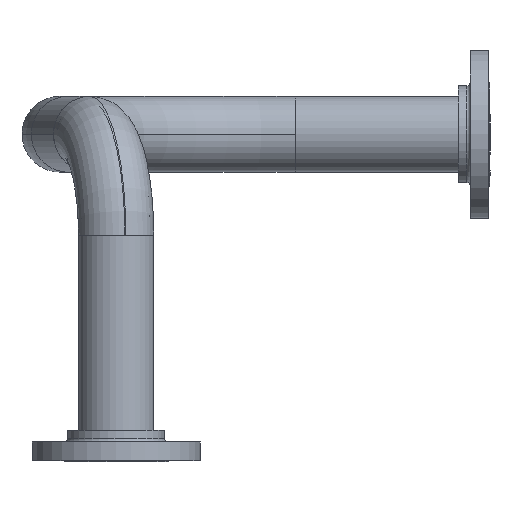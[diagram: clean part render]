
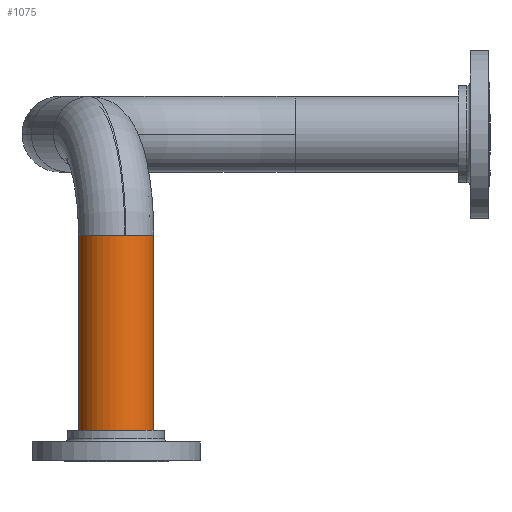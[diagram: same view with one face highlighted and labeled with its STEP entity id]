
A CAD part, front view. The second image highlights one B-rep face of the part: STEP entity #1075.
In plain terms, the highlighted cylindrical face has radius 57.15 mm (diameter 114.3 mm), a partial arc.
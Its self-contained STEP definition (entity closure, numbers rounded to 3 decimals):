
#61 = LINE ( 'NONE', #2399, #479 ) ;
#104 = CARTESIAN_POINT ( 'NONE',  ( 142.15, -2710., -490. ) ) ;
#317 = CARTESIAN_POINT ( 'NONE',  ( 142.15, -2710., -152.5 ) ) ;
#330 = DIRECTION ( 'NONE',  ( 0., 0., 1. ) ) ;
#332 = EDGE_CURVE ( 'NONE', #652, #2199, #61, .T. ) ;
#477 = VERTEX_POINT ( 'NONE', #317 ) ;
#479 = VECTOR ( 'NONE', #1377, 1000. ) ;
#552 = ORIENTED_EDGE ( 'NONE', *, *, #1999, .T. ) ;
#622 = CIRCLE ( 'NONE', #1667, 57.15 ) ;
#652 = VERTEX_POINT ( 'NONE', #2050 ) ;
#804 = VECTOR ( 'NONE', #330, 1000. ) ;
#844 = VERTEX_POINT ( 'NONE', #1302 ) ;
#881 = CARTESIAN_POINT ( 'NONE',  ( 85., -2710., -490. ) ) ;
#1038 = CARTESIAN_POINT ( 'NONE',  ( 85., -2710., -490. ) ) ;
#1075 = ADVANCED_FACE ( 'NONE', ( #2325 ), #2109, .T. ) ;
#1084 = CIRCLE ( 'NONE', #2746, 57.15 ) ;
#1302 = CARTESIAN_POINT ( 'NONE',  ( 142.15, -2710., -490. ) ) ;
#1310 = CARTESIAN_POINT ( 'NONE',  ( 85., -2710., -152.5 ) ) ;
#1327 = DIRECTION ( 'NONE',  ( -1., 0., 0. ) ) ;
#1330 = ORIENTED_EDGE ( 'NONE', *, *, #2096, .F. ) ;
#1377 = DIRECTION ( 'NONE',  ( 0., 0., 1. ) ) ;
#1378 = CARTESIAN_POINT ( 'NONE',  ( 27.85, -2710., -152.5 ) ) ;
#1431 = ORIENTED_EDGE ( 'NONE', *, *, #2193, .T. ) ;
#1518 = EDGE_LOOP ( 'NONE', ( #1737, #1330, #1431, #552 ) ) ;
#1667 = AXIS2_PLACEMENT_3D ( 'NONE', #881, #2608, #2652 ) ;
#1737 = ORIENTED_EDGE ( 'NONE', *, *, #332, .F. ) ;
#1759 = DIRECTION ( 'NONE',  ( 0., 0., -1. ) ) ;
#1898 = DIRECTION ( 'NONE',  ( 0., 0., 1. ) ) ;
#1999 = EDGE_CURVE ( 'NONE', #477, #2199, #1084, .T. ) ;
#2050 = CARTESIAN_POINT ( 'NONE',  ( 27.85, -2710., -490. ) ) ;
#2096 = EDGE_CURVE ( 'NONE', #844, #652, #622, .T. ) ;
#2109 = CYLINDRICAL_SURFACE ( 'NONE', #2667, 57.15 ) ;
#2193 = EDGE_CURVE ( 'NONE', #844, #477, #2668, .T. ) ;
#2199 = VERTEX_POINT ( 'NONE', #1378 ) ;
#2325 = FACE_OUTER_BOUND ( 'NONE', #1518, .T. ) ;
#2399 = CARTESIAN_POINT ( 'NONE',  ( 27.85, -2710., -490. ) ) ;
#2553 = DIRECTION ( 'NONE',  ( 1., 0., 0. ) ) ;
#2608 = DIRECTION ( 'NONE',  ( 0., 0., -1. ) ) ;
#2652 = DIRECTION ( 'NONE',  ( -1., 0., 0. ) ) ;
#2667 = AXIS2_PLACEMENT_3D ( 'NONE', #1038, #1898, #2553 ) ;
#2668 = LINE ( 'NONE', #104, #804 ) ;
#2746 = AXIS2_PLACEMENT_3D ( 'NONE', #1310, #1759, #1327 ) ;
